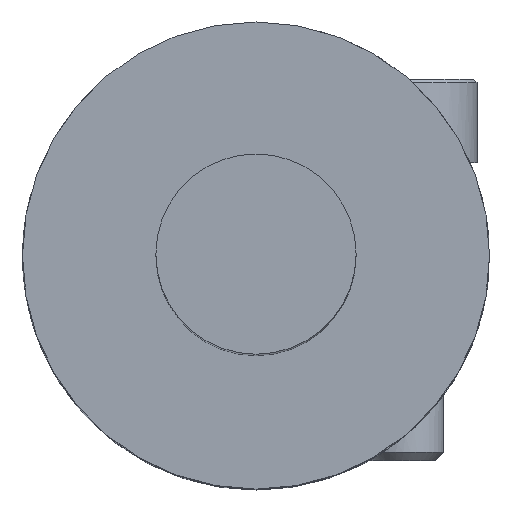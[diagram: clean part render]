
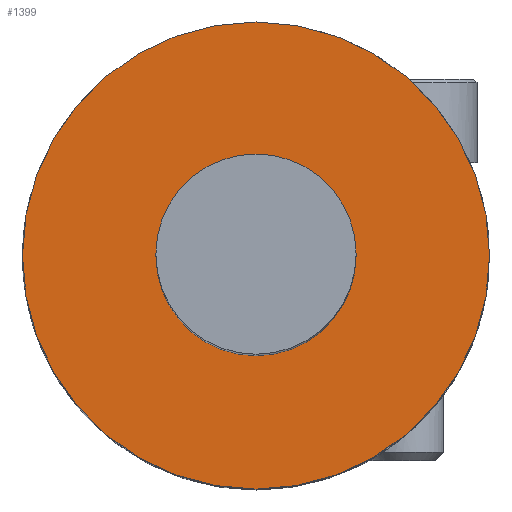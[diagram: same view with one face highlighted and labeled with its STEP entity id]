
A CAD part, top view. The second image highlights one B-rep face of the part: STEP entity #1399.
In plain terms, the highlighted planar face has unit normal (0, 0, 1).
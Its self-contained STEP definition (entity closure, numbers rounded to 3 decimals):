
#524=CARTESIAN_POINT('',(0.,0.,0.));
#525=DIRECTION('',(0.,0.,1.));
#526=DIRECTION('',(0.,1.,0.));
#527=AXIS2_PLACEMENT_3D('',#524,#525,#526);
#529=CARTESIAN_POINT('',(0.,0.,0.));
#530=DIRECTION('',(0.,0.,-1.));
#531=DIRECTION('',(0.,1.,0.));
#532=AXIS2_PLACEMENT_3D('',#529,#530,#531);
#534=CARTESIAN_POINT('',(0.,0.,0.));
#535=DIRECTION('',(0.,0.,-1.));
#536=DIRECTION('',(0.,1.,0.));
#537=AXIS2_PLACEMENT_3D('',#534,#535,#536);
#539=CARTESIAN_POINT('',(0.,0.,0.));
#540=DIRECTION('',(0.,0.,-1.));
#541=DIRECTION('',(0.,-1.,0.));
#542=AXIS2_PLACEMENT_3D('',#539,#540,#541);
#799=CARTESIAN_POINT('',(0.,7.,0.));
#801=VERTEX_POINT('',#799);
#802=CARTESIAN_POINT('',(0.,-7.,0.));
#803=VERTEX_POINT('',#802);
#804=CARTESIAN_POINT('',(0.,3.,0.));
#805=CARTESIAN_POINT('',(0.,-3.,0.));
#806=VERTEX_POINT('',#804);
#807=VERTEX_POINT('',#805);
#1384=CARTESIAN_POINT('',(0.,0.,0.));
#1385=DIRECTION('',(0.,0.,-1.));
#1386=DIRECTION('',(0.,-1.,0.));
#1387=AXIS2_PLACEMENT_3D('',#1384,#1385,#1386);
#1388=PLANE('',#1387);
#1389=ORIENTED_EDGE('',*,*,#1129,.F.);
#1390=ORIENTED_EDGE('',*,*,#1037,.T.);
#1391=EDGE_LOOP('',(#1389,#1390));
#1392=FACE_OUTER_BOUND('',#1391,.F.);
#1394=ORIENTED_EDGE('',*,*,#1393,.F.);
#1396=ORIENTED_EDGE('',*,*,#1395,.F.);
#1397=EDGE_LOOP('',(#1394,#1396));
#1398=FACE_BOUND('',#1397,.F.);
#1399=ADVANCED_FACE('',(#1392,#1398),#1388,.F.);
#528=CIRCLE('',#527,7.);
#533=CIRCLE('',#532,7.);
#538=CIRCLE('',#537,3.);
#543=CIRCLE('',#542,3.);
#1037=EDGE_CURVE('',#801,#803,#533,.T.);
#1129=EDGE_CURVE('',#801,#803,#528,.T.);
#1393=EDGE_CURVE('',#806,#807,#538,.T.);
#1395=EDGE_CURVE('',#807,#806,#543,.T.);
